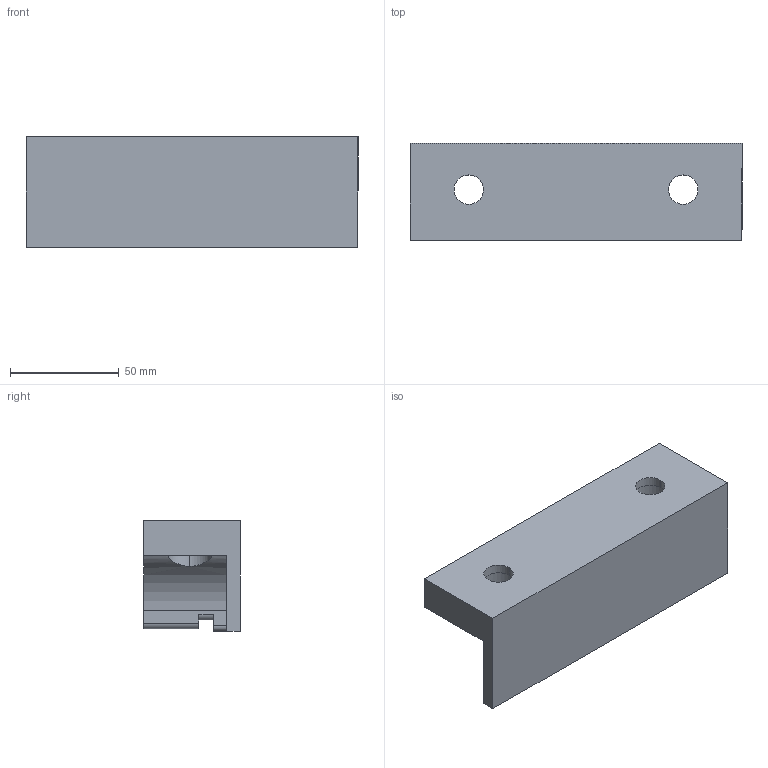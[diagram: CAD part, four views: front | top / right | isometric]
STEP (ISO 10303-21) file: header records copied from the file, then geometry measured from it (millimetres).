
FILE_DESCRIPTION (( 'STEP AP214' ), '1' );
FILE_NAME ('visejaw.STEP', '2022-10-11T06:31:30', ( '' ), ( '' ), 'SwSTEP 2.0', 'SolidWorks 2022', '' );
FILE_SCHEMA (( 'AUTOMOTIVE_DESIGN' ));
Length unit declared in the file: inch
Products named in the file (1): visejaw
Bounding box: 152.4 x 44.45 x 50.8 mm (x, y, z)
Volume: 211398.5 mm3; surface area: 34402.9 mm2
Topology: 1 solids, 1 shells, 37 faces, 105 edges, 70 vertices
Faces by surface type: cylinder 21, plane 16
Entity records: 1391 total; most frequent: CARTESIAN_POINT 343, DIRECTION 219, ORIENTED_EDGE 210, EDGE_CURVE 105, AXIS2_PLACEMENT_3D 80, VERTEX_POINT 70, VECTOR 59, LINE 59
